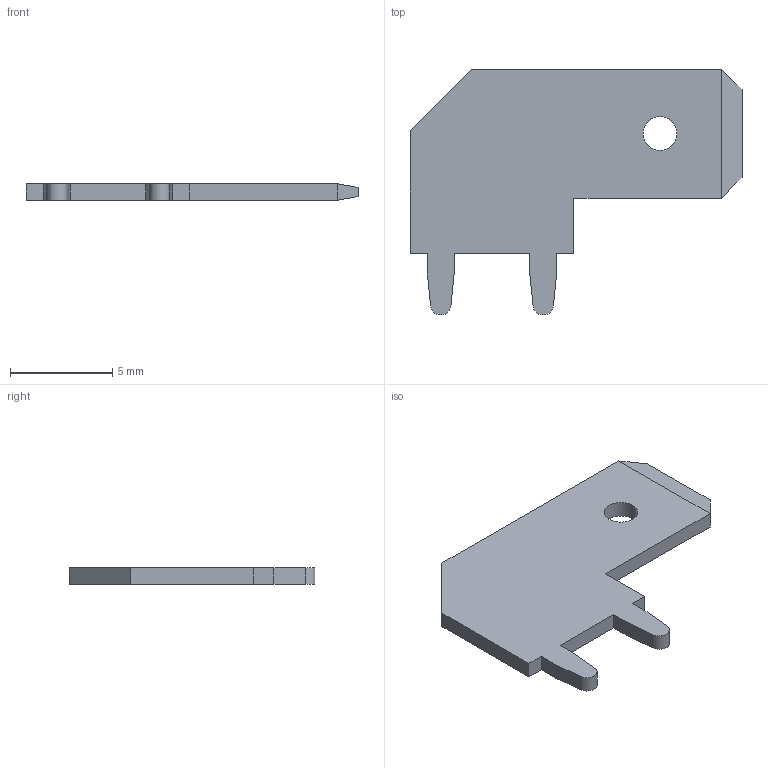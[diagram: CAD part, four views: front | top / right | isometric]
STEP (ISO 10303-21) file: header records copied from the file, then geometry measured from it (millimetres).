
FILE_DESCRIPTION (( 'STEP AP214' ), '1' );
FILE_NAME ('JST_TAB3867B.68(MSTIN).STEP', '2015-01-30T09:20:00', ( '' ), ( '' ), 'SwSTEP 2.0', 'SolidWorks 2014', '' );
FILE_SCHEMA (( 'AUTOMOTIVE_DESIGN' ));
Length unit declared in the file: millimetre
Products named in the file (1): JST_TAB3867B.68(MSTIN)
Bounding box: 16.2 x 12 x 0.8 mm (x, y, z)
Volume: 97.4 mm3; surface area: 294.5 mm2
Topology: 1 solids, 1 shells, 27 faces, 71 edges, 46 vertices
Faces by surface type: plane 23, cylinder 4
Entity records: 859 total; most frequent: CARTESIAN_POINT 145, ORIENTED_EDGE 142, DIRECTION 135, EDGE_CURVE 71, LINE 63, VECTOR 63, VERTEX_POINT 46, AXIS2_PLACEMENT_3D 36
